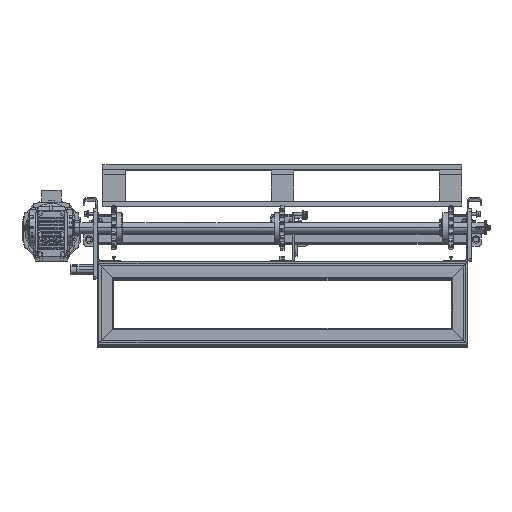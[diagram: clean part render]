
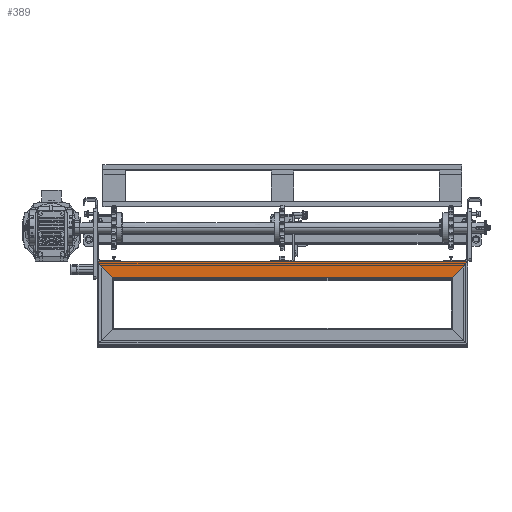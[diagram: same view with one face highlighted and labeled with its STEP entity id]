
A CAD part, top view. The second image highlights one B-rep face of the part: STEP entity #389.
In plain terms, the highlighted free-form (B-spline) face has degree [1, 1] with [2, 2] control points.
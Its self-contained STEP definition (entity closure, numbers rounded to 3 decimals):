
#22 = VERTEX_POINT('',#23);
#23 = CARTESIAN_POINT('',(-712.152,73.851,
    2753.65));
#30 = EDGE_CURVE('',#31,#22,#33,.T.);
#31 = VERTEX_POINT('',#32);
#32 = CARTESIAN_POINT('',(-782.594,144.294,
    2753.65));
#33 = B_SPLINE_CURVE_WITH_KNOTS('',1,(#34,#35),.UNSPECIFIED.,.F.,.F.,(2,
    2),(-915.703,-837.922),.PIECEWISE_BEZIER_KNOTS.);
#34 = CARTESIAN_POINT('',(-782.594,144.294,
    2753.65));
#35 = CARTESIAN_POINT('',(-712.152,73.851,
    2753.65));
#195 = VERTEX_POINT('',#196);
#196 = CARTESIAN_POINT('',(805.558,144.294,
    2753.65));
#201 = EDGE_CURVE('',#202,#195,#204,.T.);
#202 = VERTEX_POINT('',#203);
#203 = CARTESIAN_POINT('',(735.115,73.851,
    2753.65));
#204 = B_SPLINE_CURVE_WITH_KNOTS('',1,(#205,#206),.UNSPECIFIED.,.F.,.F.,
  (2,2),(-38.891,38.891),.PIECEWISE_BEZIER_KNOTS.);
#205 = CARTESIAN_POINT('',(735.115,73.851,
    2753.65));
#206 = CARTESIAN_POINT('',(805.558,144.294,
    2753.65));
#379 = EDGE_CURVE('',#195,#31,#380,.T.);
#380 = B_SPLINE_CURVE_WITH_KNOTS('',1,(#381,#382),.UNSPECIFIED.,.F.,.F.,
  (2,2),(-0.,1240.),.PIECEWISE_BEZIER_KNOTS.);
#381 = CARTESIAN_POINT('',(805.558,144.294,
    2753.65));
#382 = CARTESIAN_POINT('',(-782.594,144.294,
    2753.65));
#389 = ADVANCED_FACE('',(#390),#400,.T.);
#390 = FACE_BOUND('',#391,.T.);
#391 = EDGE_LOOP('',(#392,#393,#394,#399));
#392 = ORIENTED_EDGE('',*,*,#379,.T.);
#393 = ORIENTED_EDGE('',*,*,#30,.T.);
#394 = ORIENTED_EDGE('',*,*,#395,.F.);
#395 = EDGE_CURVE('',#202,#22,#396,.T.);
#396 = B_SPLINE_CURVE_WITH_KNOTS('',1,(#397,#398),.UNSPECIFIED.,.F.,.F.,
  (2,2),(55.,1185.),.PIECEWISE_BEZIER_KNOTS.);
#397 = CARTESIAN_POINT('',(735.115,73.851,
    2753.65));
#398 = CARTESIAN_POINT('',(-712.152,73.851,
    2753.65));
#399 = ORIENTED_EDGE('',*,*,#201,.T.);
#400 = B_SPLINE_SURFACE_WITH_KNOTS('',1,1,(
    (#401,#402)
    ,(#403,#404
    )),.UNSPECIFIED.,.F.,.F.,.F.,(2,2),(2,2),(-55.,0.),(
    -1240.,0.),.PIECEWISE_BEZIER_KNOTS.);
#401 = CARTESIAN_POINT('',(-782.594,144.294,
    2753.65));
#402 = CARTESIAN_POINT('',(805.558,144.294,
    2753.65));
#403 = CARTESIAN_POINT('',(-782.594,73.851,
    2753.65));
#404 = CARTESIAN_POINT('',(805.558,73.851,
    2753.65));
